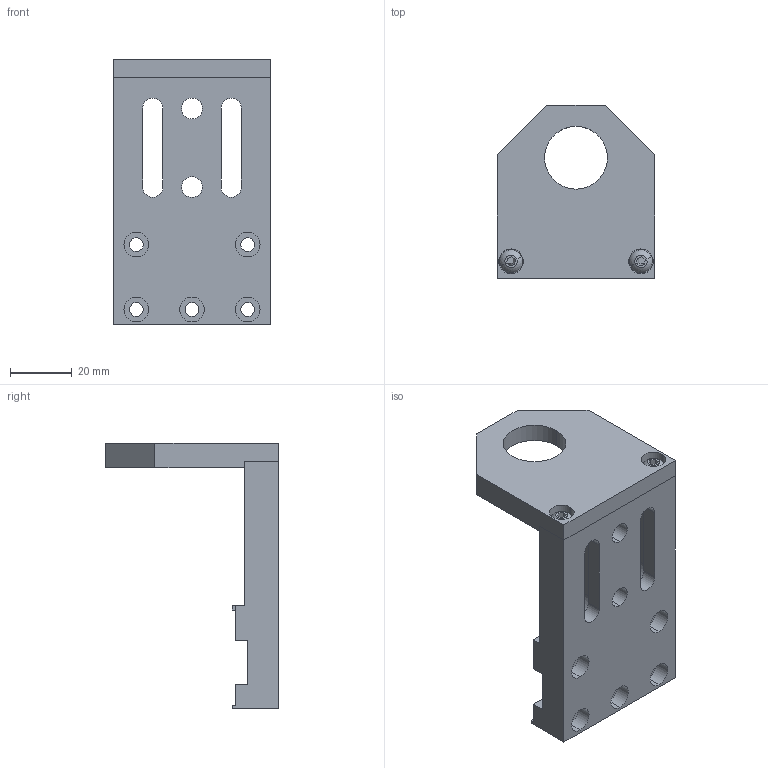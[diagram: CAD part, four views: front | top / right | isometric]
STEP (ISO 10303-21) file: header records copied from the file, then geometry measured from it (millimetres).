
FILE_DESCRIPTION (( 'STEP AP203' ), '1' );
FILE_NAME ('06PFC-B.STEP', '2022-11-22T06:42:30', ( '' ), ( '' ), 'SwSTEP 2.0', 'SolidWorks 2021', '' );
FILE_SCHEMA (( 'CONFIG_CONTROL_DESIGN' ));
Length unit declared in the file: millimetre
Products named in the file (1): 06PFC-B
Bounding box: 51 x 56 x 86 mm (x, y, z)
Surface area: 19932 mm2 (no closed solid volume)
Topology: 0 solids, 4 shells, 115 faces, 305 edges, 204 vertices
Faces by surface type: plane 63, cylinder 48, sphere 4
Entity records: 3697 total; most frequent: DIRECTION 645, CARTESIAN_POINT 625, ORIENTED_EDGE 580, EDGE_CURVE 305, AXIS2_PLACEMENT_3D 224, VERTEX_POINT 204, VECTOR 197, LINE 197
